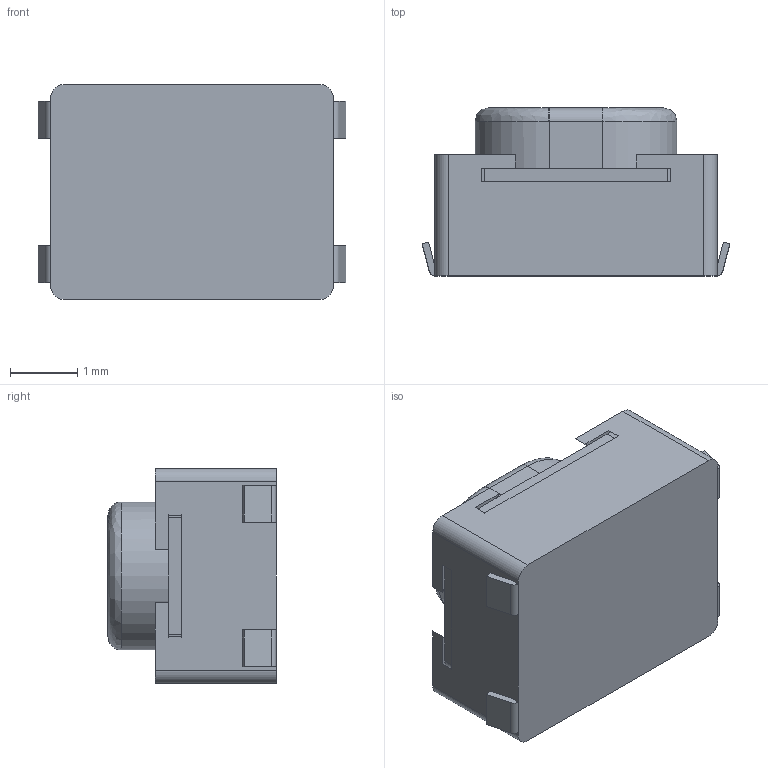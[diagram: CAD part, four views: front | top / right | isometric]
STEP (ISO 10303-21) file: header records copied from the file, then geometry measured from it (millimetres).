
FILE_DESCRIPTION (( 'STEP AP214' ), '1' );
FILE_NAME ('PTS810.STEP', '2017-06-12T10:47:48', ( '' ), ( '' ), 'SwSTEP 2.0', 'SolidWorks 2014', '' );
FILE_SCHEMA (( 'AUTOMOTIVE_DESIGN' ));
Length unit declared in the file: inch
Products named in the file (1): PTS810
Bounding box: 4.58 x 2.5 x 3.2 mm (x, y, z)
Volume: 22.2 mm3; surface area: 108.3 mm2
Topology: 1 solids, 1 shells, 200 faces, 524 edges, 327 vertices
Faces by surface type: plane 139, cylinder 48, bspline 11, torus 2
Entity records: 6531 total; most frequent: CARTESIAN_POINT 1268, ORIENTED_EDGE 1034, DIRECTION 1003, EDGE_CURVE 517, VECTOR 399, LINE 399, VERTEX_POINT 327, AXIS2_PLACEMENT_3D 302
